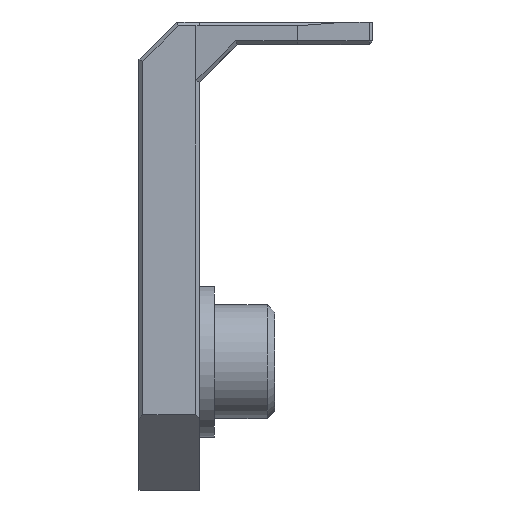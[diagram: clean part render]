
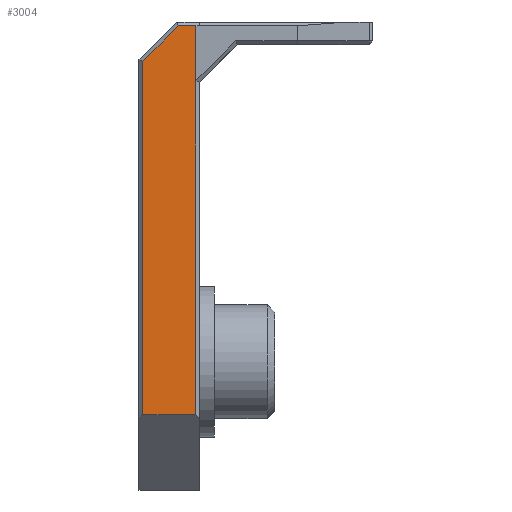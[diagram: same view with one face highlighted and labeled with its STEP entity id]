
A CAD part, front view. The second image highlights one B-rep face of the part: STEP entity #3004.
In plain terms, the highlighted planar face has unit normal (0, -1, 0).
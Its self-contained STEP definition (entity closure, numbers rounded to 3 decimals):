
#90=PLANE('',#3200);
#241=FACE_OUTER_BOUND('',#403,.T.);
#403=EDGE_LOOP('',(#2416,#2417,#2418,#2419,#2420));
#740=LINE('',#4600,#1133);
#741=LINE('',#4603,#1134);
#745=LINE('',#4610,#1138);
#746=LINE('',#4612,#1139);
#747=LINE('',#4613,#1140);
#1133=VECTOR('',#3700,10.);
#1134=VECTOR('',#3703,10.);
#1138=VECTOR('',#3709,10.);
#1139=VECTOR('',#3710,10.);
#1140=VECTOR('',#3711,10.);
#1517=VERTEX_POINT('',#4589);
#1522=VERTEX_POINT('',#4598);
#1523=VERTEX_POINT('',#4602);
#1525=VERTEX_POINT('',#4609);
#1526=VERTEX_POINT('',#4611);
#1864=EDGE_CURVE('',#1522,#1517,#740,.T.);
#1865=EDGE_CURVE('',#1517,#1523,#741,.T.);
#1869=EDGE_CURVE('',#1525,#1522,#745,.T.);
#1870=EDGE_CURVE('',#1526,#1525,#746,.T.);
#1871=EDGE_CURVE('',#1523,#1526,#747,.T.);
#2416=ORIENTED_EDGE('',*,*,#1864,.F.);
#2417=ORIENTED_EDGE('',*,*,#1869,.F.);
#2418=ORIENTED_EDGE('',*,*,#1870,.F.);
#2419=ORIENTED_EDGE('',*,*,#1871,.F.);
#2420=ORIENTED_EDGE('',*,*,#1865,.F.);
#3004=ADVANCED_FACE('',(#241),#90,.T.);
#3200=AXIS2_PLACEMENT_3D('',#4608,#3707,#3708);
#3700=DIRECTION('',(0.,0.,-1.));
#3703=DIRECTION('',(-1.,0.,0.));
#3707=DIRECTION('center_axis',(0.,-1.,0.));
#3708=DIRECTION('ref_axis',(0.,0.,1.));
#3709=DIRECTION('',(1.,0.,0.));
#3710=DIRECTION('',(0.707,0.,0.707));
#3711=DIRECTION('',(0.,0.,1.));
#4589=CARTESIAN_POINT('',(-0.5,-25.,-7.));
#4598=CARTESIAN_POINT('',(-0.5,-25.,44.5));
#4600=CARTESIAN_POINT('',(-0.5,-25.,-8.));
#4602=CARTESIAN_POINT('',(-7.5,-25.,-7.));
#4603=CARTESIAN_POINT('',(0.,-25.,-7.));
#4608=CARTESIAN_POINT('Origin',(0.,-25.,-17.));
#4609=CARTESIAN_POINT('',(-2.793,-25.,44.5));
#4610=CARTESIAN_POINT('',(0.,-25.,44.5));
#4611=CARTESIAN_POINT('',(-7.5,-25.,39.793));
#4612=CARTESIAN_POINT('',(-18.646,-25.,28.646));
#4613=CARTESIAN_POINT('',(-7.5,-25.,-8.));
